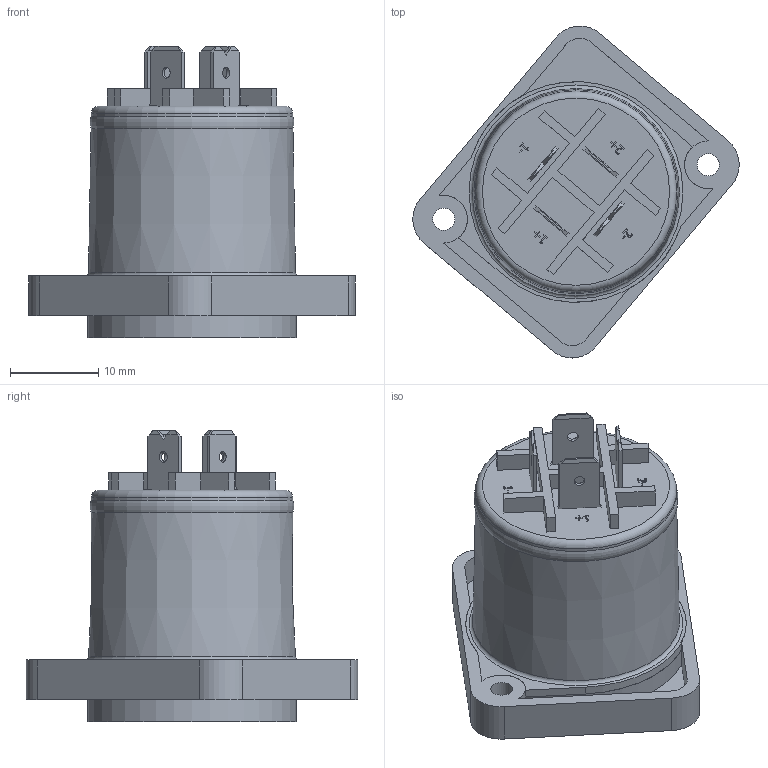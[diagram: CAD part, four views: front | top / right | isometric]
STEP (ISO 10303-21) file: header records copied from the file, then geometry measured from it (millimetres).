
FILE_DESCRIPTION(/* description */ (''),/* implementation_level */ '2;1');
FILE_NAME(/* name */ 'SP-4-MDAT.stp',/* time_stamp */ '2018-07-05T12:46:33+10:00',/* author */ ('minh'),/* organization */ (''),/* preprocessor_version */ 'ST-DEVELOPER v16.1',/* originating_system */ 'Autodesk Inventor 2016',/* authorisation */ '');
FILE_SCHEMA (('AUTOMOTIVE_DESIGN { 1 0 10303 214 3 1 1 }'));
Length unit declared in the file: inch
Products named in the file (1): SP-4-MDAT_Shrinkwrap_2
Bounding box: 36.98 x 37.6 x 33 mm (x, y, z)
Surface area: 7911 mm2 (no closed solid volume)
Topology: 0 solids, 34 shells, 250 faces, 1649 edges, 1428 vertices
Faces by surface type: plane 195, cylinder 47, cone 4, torus 4
Full cylindrical faces by diameter (mm): 1.2 x4, 2.5 x2, 23.6 x1
Entity records: 16175 total; most frequent: CARTESIAN_POINT 3872, DIRECTION 2257, ORIENTED_EDGE 2090, EDGE_CURVE 1632, VERTEX_POINT 1425, LINE 1341, VECTOR 1341, AXIS2_PLACEMENT_3D 458
